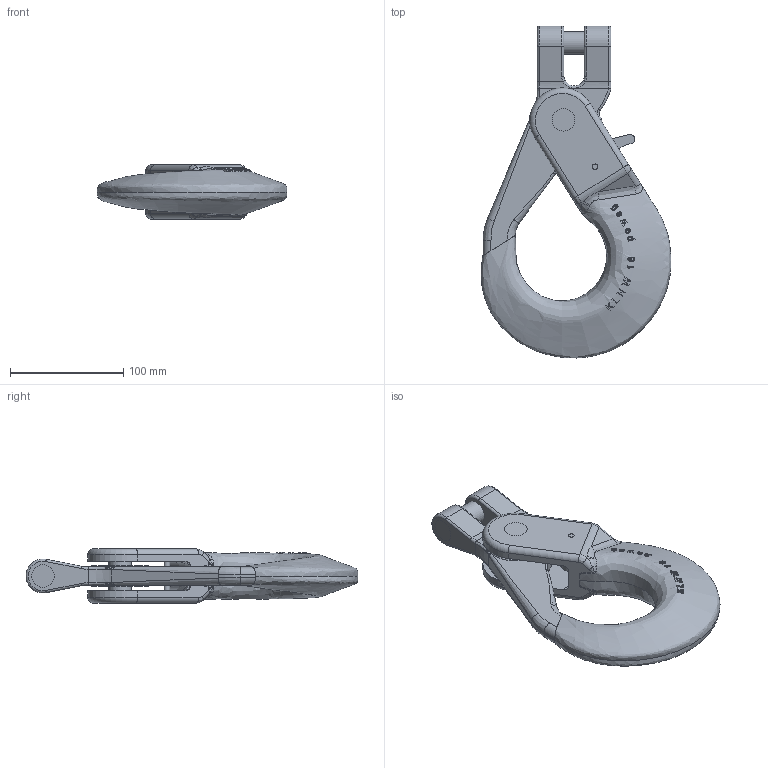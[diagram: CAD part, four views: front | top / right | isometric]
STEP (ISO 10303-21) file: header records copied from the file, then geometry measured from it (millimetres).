
FILE_DESCRIPTION(/* description */ (''),/* implementation_level */ '2;1');
FILE_NAME(/* name */ 'pewag_KLHW_16',/* time_stamp */ '2010-02-04T12:29:33+01:00',/* author */ (''),/* organization */ (''),/* preprocessor_version */ 'ST-DEVELOPER v9',/* originating_system */ 'UGS - NX 4.0',/* authorisation */ '');
FILE_SCHEMA (('AUTOMOTIVE_DESIGN { 1 0 10303 214 1 1 1 1 }'));
Length unit declared in the file: millimetre
Products named in the file (1): rit613Eazr3
Bounding box: 167.79 x 293.32 x 48 mm (x, y, z)
Volume: 673682.6 mm3; surface area: 110435.5 mm2
Topology: 6 solids, 6 shells, 360 faces, 922 edges, 588 vertices
Faces by surface type: plane 119, extrusion 92, bspline 70, cylinder 57, torus 22
Full cylindrical faces by diameter (mm): 4.5 x1, 5 x3, 20 x7
Entity records: 24207 total; most frequent: CARTESIAN_POINT 16575, ORIENTED_EDGE 1798, DIRECTION 1101, EDGE_CURVE 899, VERTEX_POINT 580, B_SPLINE_CURVE_WITH_KNOTS 521, EDGE_LOOP 405, VECTOR 371
